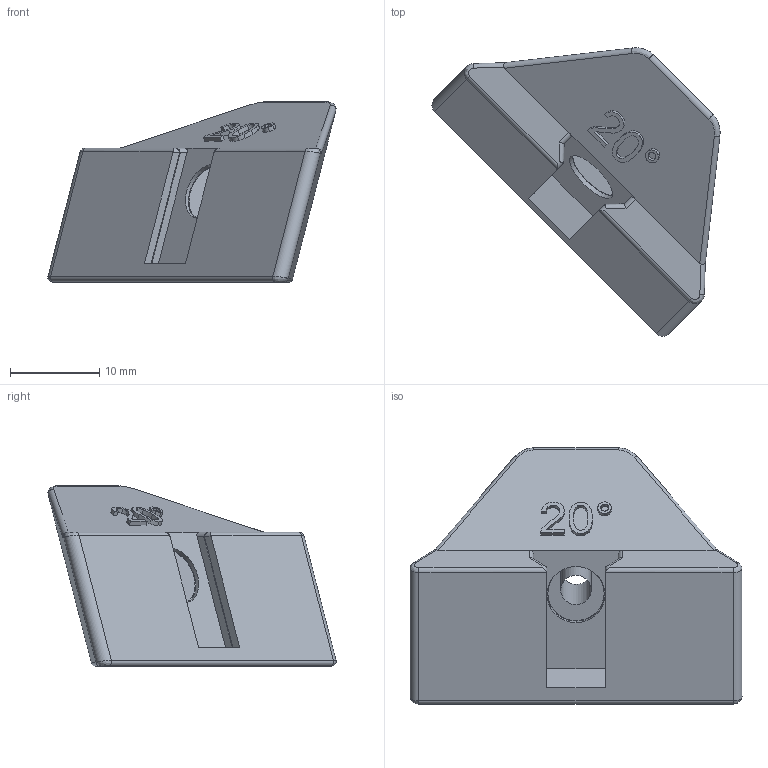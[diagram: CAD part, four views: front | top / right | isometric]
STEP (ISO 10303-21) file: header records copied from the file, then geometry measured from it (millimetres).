
FILE_DESCRIPTION(/* description */ (''),/* implementation_level */ '2;1');
FILE_NAME(/* name */ 'ESPHome Multi-Sensor-Enclosure-Corner-Mount-20.step',/* time_stamp */ '2025-04-11T14:18:03-05:00',/* author */ (''),/* organization */ (''),/* preprocessor_version */ 'ST-DEVELOPER v20.1',/* originating_system */ 'Autodesk Translation Framework v14.4.0.0',/* authorisation */ '');
FILE_SCHEMA (('AUTOMOTIVE_DESIGN { 1 0 10303 214 3 1 1 }'));
Length unit declared in the file: millimetre
Products named in the file (1): ESPHome Multi-Sensor-Enclosure
Bounding box: 32.27 x 32.26 x 20.2 mm (x, y, z)
Volume: 5839.9 mm3; surface area: 2579.3 mm2
Topology: 1 solids, 1 shells, 112 faces, 293 edges, 189 vertices
Faces by surface type: bspline 62, plane 26, cylinder 23, cone 1
Full cylindrical faces by diameter (mm): 3.4 x1, 6.5 x1
Entity records: 4205 total; most frequent: CARTESIAN_POINT 1769, ORIENTED_EDGE 586, DIRECTION 342, EDGE_CURVE 293, VERTEX_POINT 189, LINE 130, VECTOR 130, EDGE_LOOP 120
